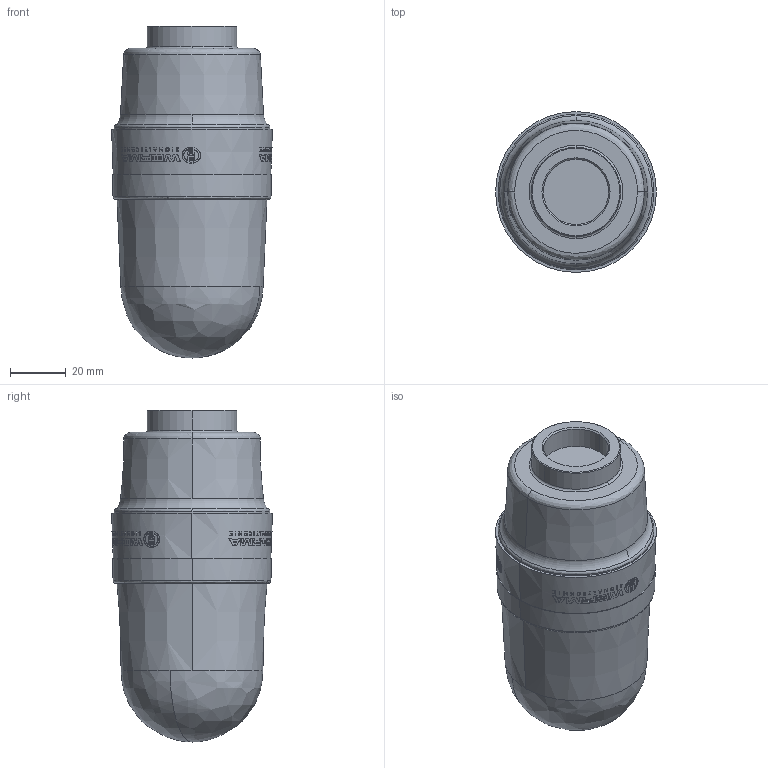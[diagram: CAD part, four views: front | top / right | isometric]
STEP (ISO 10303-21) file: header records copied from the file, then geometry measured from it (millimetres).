
FILE_DESCRIPTION (( 'STEP AP214' ), '1' );
FILE_NAME ('21942055.step', '2016-03-10T22:46:41', ( '' ), ( '' ), 'SwSTEP 2.0', 'SolidWorks 2015', '' );
FILE_SCHEMA (( 'AUTOMOTIVE_DESIGN' ));
Length unit declared in the file: inch
Products named in the file (1): 21942055
Bounding box: 57.63 x 57.63 x 119 mm (x, y, z)
Volume: 227564.1 mm3; surface area: 21974.2 mm2
Topology: 1 solids, 1 shells, 791 faces, 2128 edges, 1413 vertices
Faces by surface type: plane 525, cylinder 168, cone 86, bspline 8, torus 4
Entity records: 28049 total; most frequent: CARTESIAN_POINT 9502, ORIENTED_EDGE 4252, DIRECTION 3319, EDGE_CURVE 2126, VERTEX_POINT 1413, AXIS2_PLACEMENT_3D 1250, EDGE_LOOP 867, VECTOR 819
